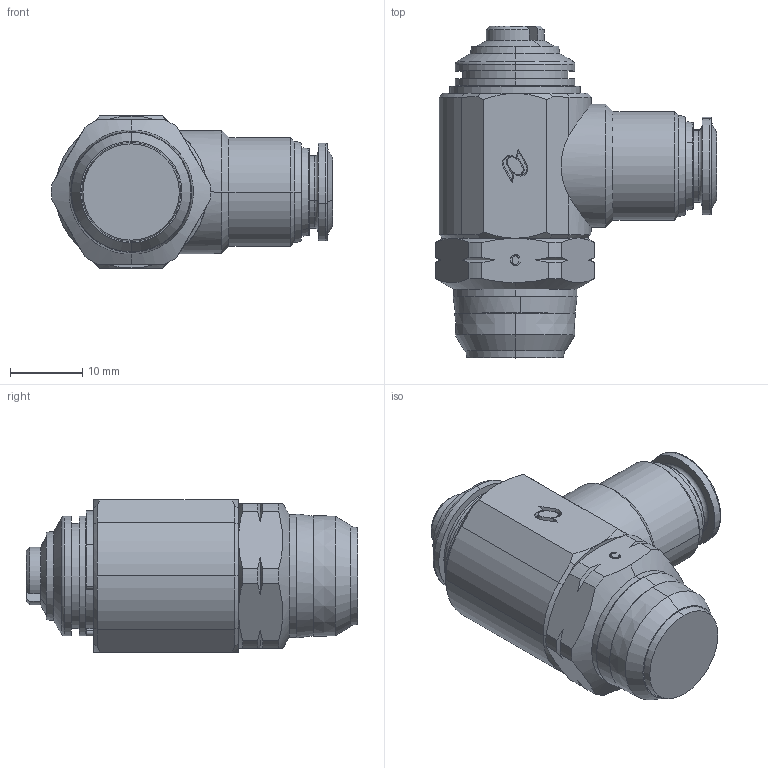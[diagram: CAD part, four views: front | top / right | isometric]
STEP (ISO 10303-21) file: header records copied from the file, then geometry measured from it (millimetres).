
FILE_DESCRIPTION (( 'STEP AP214' ), '1' );
FILE_NAME ('5790100016A.step', '2012-10-22T17:39:32', ( '' ), ( '' ), 'SwSTEP 2.0', 'SolidWorks 2012', '' );
FILE_SCHEMA (( 'AUTOMOTIVE_DESIGN' ));
Length unit declared in the file: millimetre
Products named in the file (1): 5790100016A
Bounding box: 38.79 x 45.81 x 21 mm (x, y, z)
Volume: 15745.3 mm3; surface area: 4412.9 mm2
Topology: 1 solids, 1 shells, 204 faces, 503 edges, 317 vertices
Faces by surface type: cone 76, plane 66, cylinder 46, torus 8, bspline 8
Entity records: 8020 total; most frequent: CARTESIAN_POINT 2113, ORIENTED_EDGE 1006, DIRECTION 996, EDGE_CURVE 503, AXIS2_PLACEMENT_3D 398, VERTEX_POINT 317, EDGE_LOOP 220, FACE_OUTER_BOUND 204
